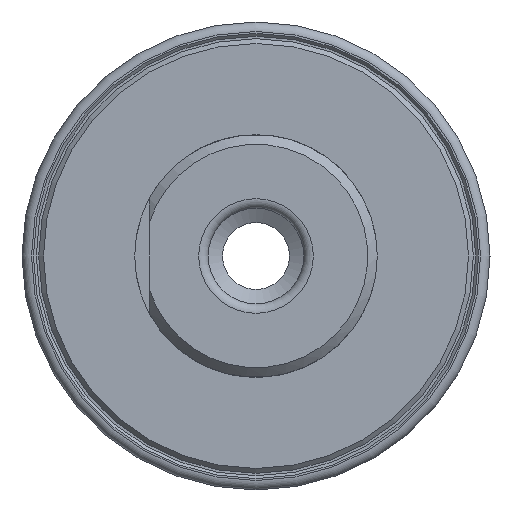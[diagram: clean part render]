
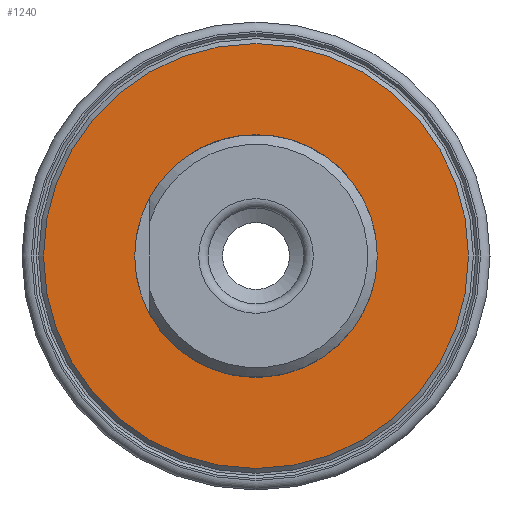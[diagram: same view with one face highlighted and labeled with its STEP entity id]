
A CAD part, left-side view. The second image highlights one B-rep face of the part: STEP entity #1240.
In plain terms, the highlighted planar face has unit normal (-1, 0, 0).
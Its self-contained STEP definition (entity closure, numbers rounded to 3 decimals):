
#55=FACE_BOUND('',#296,.T.);
#94=CIRCLE('',#1363,22.25);
#95=CIRCLE('',#1364,22.25);
#96=CIRCLE('',#1366,12.6);
#97=CIRCLE('',#1367,12.6);
#228=FACE_OUTER_BOUND('',#295,.T.);
#295=EDGE_LOOP('',(#937,#938));
#296=EDGE_LOOP('',(#939,#940));
#513=VERTEX_POINT('',#2183);
#514=VERTEX_POINT('',#2185);
#515=VERTEX_POINT('',#2189);
#516=VERTEX_POINT('',#2190);
#677=EDGE_CURVE('',#513,#514,#94,.T.);
#678=EDGE_CURVE('',#514,#513,#95,.T.);
#679=EDGE_CURVE('',#515,#516,#96,.T.);
#680=EDGE_CURVE('',#516,#515,#97,.T.);
#937=ORIENTED_EDGE('',*,*,#678,.F.);
#938=ORIENTED_EDGE('',*,*,#677,.F.);
#939=ORIENTED_EDGE('',*,*,#679,.T.);
#940=ORIENTED_EDGE('',*,*,#680,.T.);
#1208=PLANE('',#1365);
#1240=ADVANCED_FACE('',(#228,#55),#1208,.T.);
#1363=AXIS2_PLACEMENT_3D('',#2186,#1643,#1644);
#1364=AXIS2_PLACEMENT_3D('',#2187,#1645,#1646);
#1365=AXIS2_PLACEMENT_3D('',#2188,#1647,#1648);
#1366=AXIS2_PLACEMENT_3D('',#2191,#1649,#1650);
#1367=AXIS2_PLACEMENT_3D('',#2192,#1651,#1652);
#1643=DIRECTION('center_axis',(1.,0.,0.));
#1644=DIRECTION('ref_axis',(0.,0.,-1.));
#1645=DIRECTION('center_axis',(1.,0.,0.));
#1646=DIRECTION('ref_axis',(0.,0.,-1.));
#1647=DIRECTION('center_axis',(-1.,0.,0.));
#1648=DIRECTION('ref_axis',(0.,0.,1.));
#1649=DIRECTION('center_axis',(1.,0.,0.));
#1650=DIRECTION('ref_axis',(0.,0.,-1.));
#1651=DIRECTION('center_axis',(1.,0.,0.));
#1652=DIRECTION('ref_axis',(0.,0.,-1.));
#2183=CARTESIAN_POINT('',(0.,-22.25,0.));
#2185=CARTESIAN_POINT('',(0.,22.25,0.));
#2186=CARTESIAN_POINT('Origin',(0.,0.,0.));
#2187=CARTESIAN_POINT('Origin',(0.,0.,0.));
#2188=CARTESIAN_POINT('Origin',(0.,22.25,
0.));
#2189=CARTESIAN_POINT('',(0.,12.6,0.));
#2190=CARTESIAN_POINT('',(0.,0.,12.6));
#2191=CARTESIAN_POINT('Origin',(0.,0.,0.));
#2192=CARTESIAN_POINT('Origin',(0.,0.,0.));
